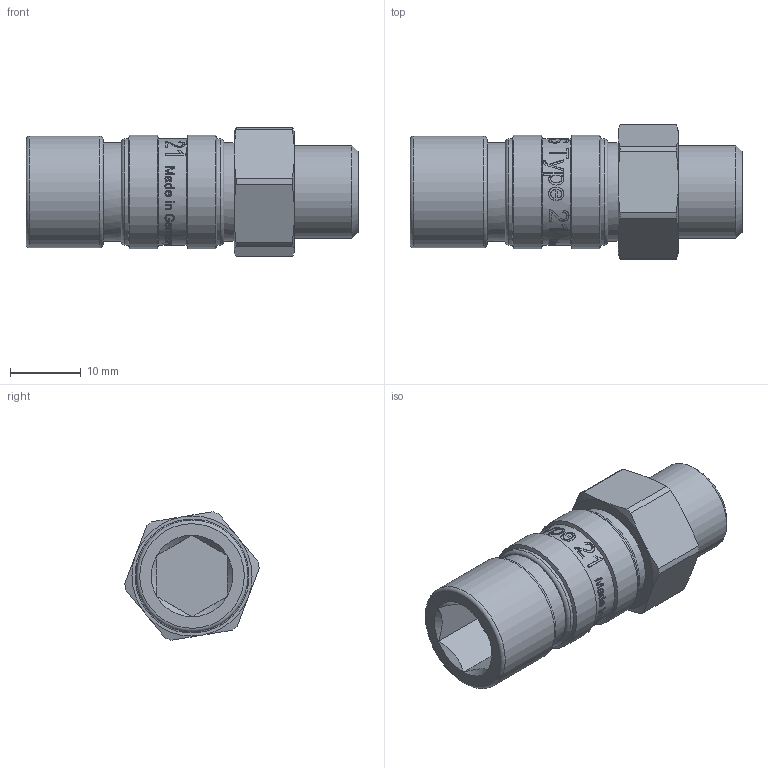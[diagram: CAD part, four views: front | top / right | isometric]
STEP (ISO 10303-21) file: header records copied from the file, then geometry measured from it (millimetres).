
FILE_DESCRIPTION((''),'2;1');
FILE_NAME('21kaaw13mpx6.stp','2013-07-19T14:59:12',('AS035480'),(''),'Autodesk Inventor 2013','Autodesk Inventor 2013','');
FILE_SCHEMA(('AUTOMOTIVE_DESIGN { 1 0 10303 214 1 1 1 1 }'));
Length unit declared in the file: millimetre
Products named in the file (1): D107372
Bounding box: 46.99 x 19.02 x 18.2 mm (x, y, z)
Volume: 8019 mm3; surface area: 3996 mm2
Topology: 1 solids, 3 shells, 424 faces, 1130 edges, 749 vertices
Faces by surface type: bspline 178, plane 167, cylinder 54, cone 21, torus 4
Full cylindrical faces by diameter (mm): 12.886 x2, 13.157 x1, 14 x4, 15.1 x3, 15.8 x1, 16.15 x2
Entity records: 58655 total; most frequent: CARTESIAN_POINT 49328, ORIENTED_EDGE 2184, DIRECTION 1183, EDGE_CURVE 1092, VERTEX_POINT 739, B_SPLINE_CURVE_WITH_KNOTS 493, EDGE_LOOP 491, FACE_OUTER_BOUND 423
